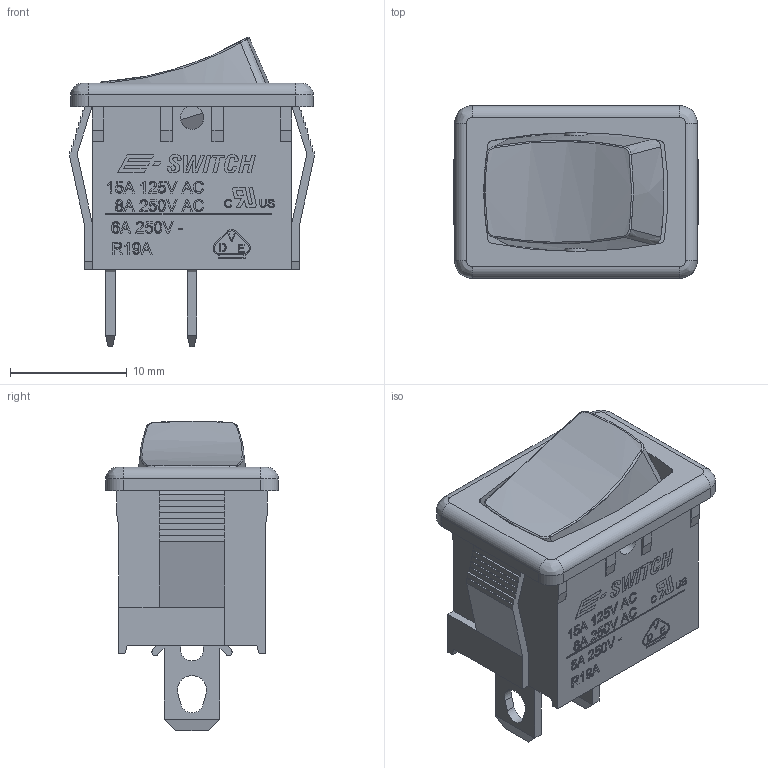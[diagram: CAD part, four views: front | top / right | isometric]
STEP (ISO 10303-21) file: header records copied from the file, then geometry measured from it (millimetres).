
FILE_DESCRIPTION(/* description */ (''),/* implementation_level */ '2;1');
FILE_NAME(/* name */ 'R1966FxxxxxxEF.stp',/* time_stamp */ '2021-08-19T17:07:23-05:00',/* author */ ('mwilliams'),/* organization */ (''),/* preprocessor_version */ 'ST-DEVELOPER v18',/* originating_system */ 'Autodesk Inventor 2020',/* authorisation */ '');
FILE_SCHEMA (('AUTOMOTIVE_DESIGN { 1 0 10303 214 3 1 1 }'));
Length unit declared in the file: millimetre
Products named in the file (1): R1966FxxxxxxEF
Bounding box: 20.94 x 14.8 x 26.56 mm (x, y, z)
Volume: 1801.7 mm3; surface area: 3506.8 mm2
Topology: 4 solids, 4 shells, 892 faces, 2408 edges, 1592 vertices
Faces by surface type: plane 534, bspline 300, cylinder 50, cone 8
Full cylindrical faces by diameter (mm): 2 x4
Entity records: 30552 total; most frequent: CARTESIAN_POINT 9113, ORIENTED_EDGE 4816, DIRECTION 3114, EDGE_CURVE 2408, LINE 1676, VECTOR 1676, VERTEX_POINT 1592, EDGE_LOOP 982
